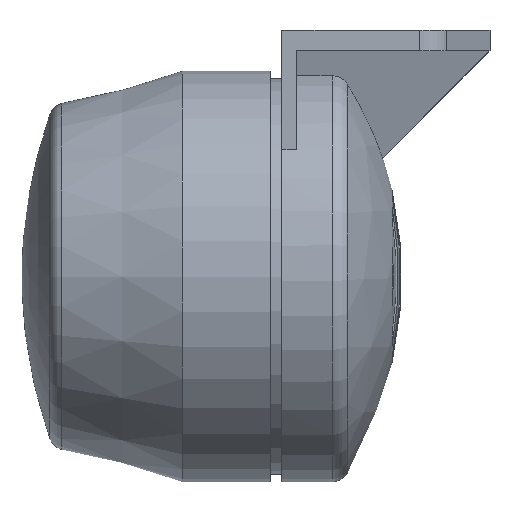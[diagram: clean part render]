
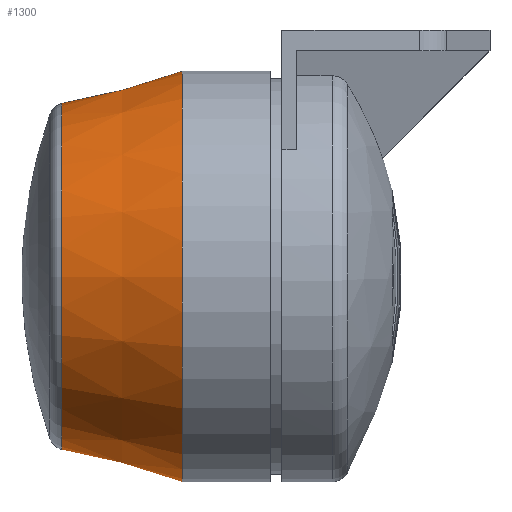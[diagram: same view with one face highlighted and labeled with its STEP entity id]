
A CAD part, left-side view. The second image highlights one B-rep face of the part: STEP entity #1300.
In plain terms, the highlighted conical face has half-angle 15 degrees and reference radius 32.053 mm.
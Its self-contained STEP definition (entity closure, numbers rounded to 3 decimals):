
#16=CONICAL_SURFACE('',#1461,32.053,0.262);
#121=FACE_OUTER_BOUND('',#209,.T.);
#209=EDGE_LOOP('',(#1126,#1127,#1128,#1129,#1130,#1131,#1132));
#325=LINE('',#2245,#436);
#436=VECTOR('',#1837,32.053);
#508=CIRCLE('',#1457,29.508);
#509=CIRCLE('',#1458,29.508);
#510=CIRCLE('',#1459,29.508);
#512=CIRCLE('',#1462,35.);
#513=CIRCLE('',#1463,35.);
#631=VERTEX_POINT('',#2235);
#632=VERTEX_POINT('',#2237);
#633=VERTEX_POINT('',#2239);
#634=VERTEX_POINT('',#2244);
#635=VERTEX_POINT('',#2246);
#803=EDGE_CURVE('',#631,#632,#508,.T.);
#804=EDGE_CURVE('',#632,#633,#509,.T.);
#805=EDGE_CURVE('',#633,#631,#510,.T.);
#807=EDGE_CURVE('',#633,#634,#325,.T.);
#808=EDGE_CURVE('',#634,#635,#512,.T.);
#809=EDGE_CURVE('',#635,#634,#513,.T.);
#1126=ORIENTED_EDGE('',*,*,#804,.F.);
#1127=ORIENTED_EDGE('',*,*,#803,.F.);
#1128=ORIENTED_EDGE('',*,*,#805,.F.);
#1129=ORIENTED_EDGE('',*,*,#807,.T.);
#1130=ORIENTED_EDGE('',*,*,#808,.T.);
#1131=ORIENTED_EDGE('',*,*,#809,.T.);
#1132=ORIENTED_EDGE('',*,*,#807,.F.);
#1300=ADVANCED_FACE('',(#121),#16,.T.);
#1457=AXIS2_PLACEMENT_3D('',#2238,#1827,#1828);
#1458=AXIS2_PLACEMENT_3D('',#2240,#1829,#1830);
#1459=AXIS2_PLACEMENT_3D('',#2241,#1831,#1832);
#1461=AXIS2_PLACEMENT_3D('',#2243,#1835,#1836);
#1462=AXIS2_PLACEMENT_3D('',#2247,#1838,#1839);
#1463=AXIS2_PLACEMENT_3D('',#2248,#1840,#1841);
#1827=DIRECTION('center_axis',(0.,1.,0.));
#1828=DIRECTION('ref_axis',(1.,0.,0.));
#1829=DIRECTION('center_axis',(0.,1.,0.));
#1830=DIRECTION('ref_axis',(1.,0.,0.));
#1831=DIRECTION('center_axis',(0.,1.,0.));
#1832=DIRECTION('ref_axis',(1.,0.,0.));
#1835=DIRECTION('center_axis',(0.,-1.,0.));
#1836=DIRECTION('ref_axis',(-1.,0.,0.));
#1837=DIRECTION('',(0.259,-0.966,0.));
#1838=DIRECTION('center_axis',(0.,1.,0.));
#1839=DIRECTION('ref_axis',(-1.,0.,0.));
#1840=DIRECTION('center_axis',(0.,1.,0.));
#1841=DIRECTION('ref_axis',(-1.,0.,0.));
#2235=CARTESIAN_POINT('',(0.,35.495,-29.508));
#2237=CARTESIAN_POINT('',(-29.508,35.495,0.));
#2238=CARTESIAN_POINT('Origin',(0.,35.495,0.));
#2239=CARTESIAN_POINT('',(29.508,35.495,0.));
#2240=CARTESIAN_POINT('Origin',(0.,35.495,0.));
#2241=CARTESIAN_POINT('Origin',(0.,35.495,0.));
#2243=CARTESIAN_POINT('Origin',(0.,26.,0.));
#2244=CARTESIAN_POINT('',(35.,15.,0.));
#2245=CARTESIAN_POINT('',(32.053,26.,0.));
#2246=CARTESIAN_POINT('',(-35.,15.,0.));
#2247=CARTESIAN_POINT('Origin',(0.,15.,0.));
#2248=CARTESIAN_POINT('Origin',(0.,15.,0.));
